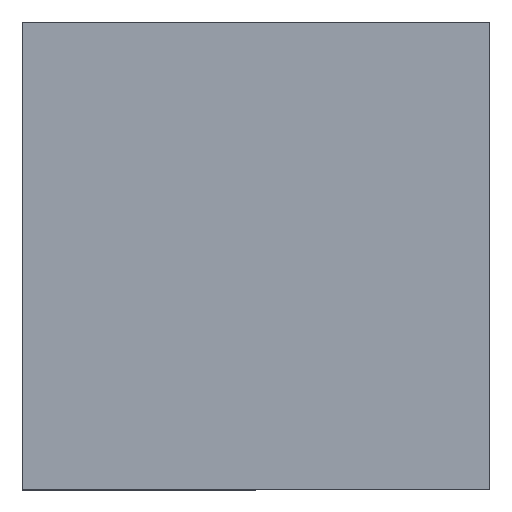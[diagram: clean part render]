
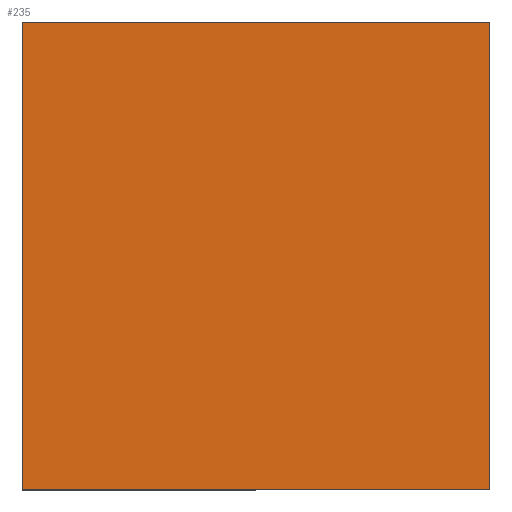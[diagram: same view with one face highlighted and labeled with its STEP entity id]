
A CAD part, top view. The second image highlights one B-rep face of the part: STEP entity #235.
In plain terms, the highlighted planar face has unit normal (0, 0, 1).
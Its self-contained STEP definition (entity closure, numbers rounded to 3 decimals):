
#9 = LINE ( 'NONE', #20, #234 ) ;
#18 = CARTESIAN_POINT ( 'NONE',  ( 15., -15., 3. ) ) ;
#19 = CARTESIAN_POINT ( 'NONE',  ( -15., -15., 3. ) ) ;
#20 = CARTESIAN_POINT ( 'NONE',  ( 15., 15., 3. ) ) ;
#34 = DIRECTION ( 'NONE',  ( 0., 0., 1. ) ) ;
#37 = VECTOR ( 'NONE', #138, 1000. ) ;
#39 = LINE ( 'NONE', #135, #175 ) ;
#43 = CARTESIAN_POINT ( 'NONE',  ( 15., 15., 3. ) ) ;
#48 = VERTEX_POINT ( 'NONE', #86 ) ;
#52 = EDGE_LOOP ( 'NONE', ( #168, #194, #70, #96 ) ) ;
#60 = VERTEX_POINT ( 'NONE', #43 ) ;
#70 = ORIENTED_EDGE ( 'NONE', *, *, #134, .T. ) ;
#71 = DIRECTION ( 'NONE',  ( 0., -1., 0. ) ) ;
#72 = DIRECTION ( 'NONE',  ( 1., 0., 0. ) ) ;
#86 = CARTESIAN_POINT ( 'NONE',  ( -15., -15., 3. ) ) ;
#96 = ORIENTED_EDGE ( 'NONE', *, *, #173, .T. ) ;
#104 = VECTOR ( 'NONE', #71, 1000. ) ;
#110 = FACE_OUTER_BOUND ( 'NONE', #52, .T. ) ;
#114 = DIRECTION ( 'NONE',  ( -1., 0., 0. ) ) ;
#124 = CARTESIAN_POINT ( 'NONE',  ( 0., 0., 3. ) ) ;
#134 = EDGE_CURVE ( 'NONE', #236, #60, #39, .T. ) ;
#135 = CARTESIAN_POINT ( 'NONE',  ( 15., -15., 3. ) ) ;
#138 = DIRECTION ( 'NONE',  ( 1., 0., 0. ) ) ;
#145 = LINE ( 'NONE', #19, #104 ) ;
#157 = PLANE ( 'NONE',  #187 ) ;
#159 = EDGE_CURVE ( 'NONE', #48, #236, #217, .T. ) ;
#168 = ORIENTED_EDGE ( 'NONE', *, *, #209, .T. ) ;
#173 = EDGE_CURVE ( 'NONE', #60, #181, #9, .T. ) ;
#175 = VECTOR ( 'NONE', #208, 1000. ) ;
#181 = VERTEX_POINT ( 'NONE', #214 ) ;
#187 = AXIS2_PLACEMENT_3D ( 'NONE', #124, #34, #72 ) ;
#191 = CARTESIAN_POINT ( 'NONE',  ( 15., -15., 3. ) ) ;
#194 = ORIENTED_EDGE ( 'NONE', *, *, #159, .T. ) ;
#208 = DIRECTION ( 'NONE',  ( 0., 1., 0. ) ) ;
#209 = EDGE_CURVE ( 'NONE', #181, #48, #145, .T. ) ;
#214 = CARTESIAN_POINT ( 'NONE',  ( -15., 15., 3. ) ) ;
#217 = LINE ( 'NONE', #191, #37 ) ;
#234 = VECTOR ( 'NONE', #114, 1000. ) ;
#235 = ADVANCED_FACE ( 'NONE', ( #110 ), #157, .T. ) ;
#236 = VERTEX_POINT ( 'NONE', #18 ) ;
